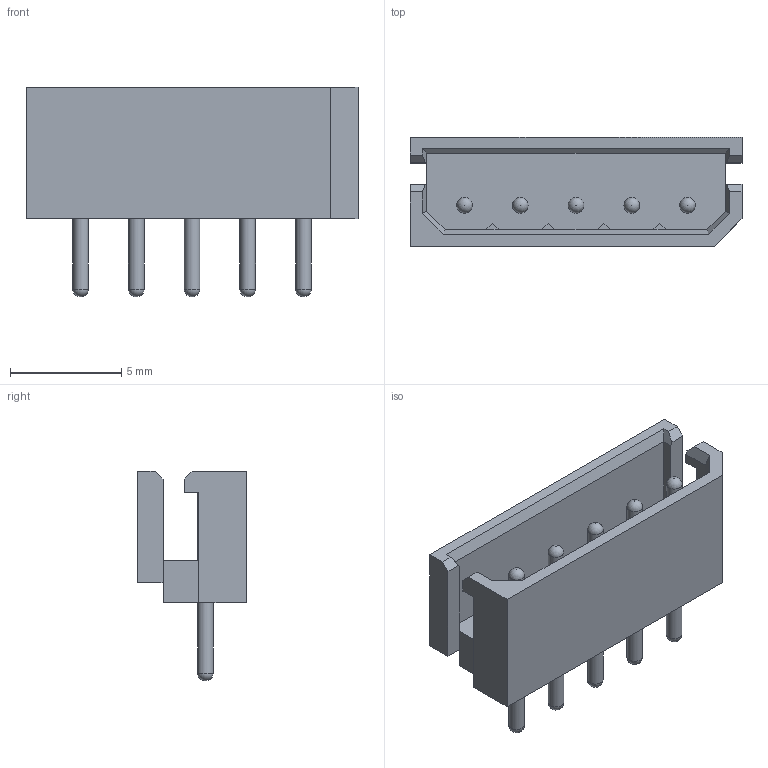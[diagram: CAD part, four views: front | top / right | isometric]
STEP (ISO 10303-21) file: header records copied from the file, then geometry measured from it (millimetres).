
FILE_DESCRIPTION(/* description */ ('Unknown'),/* implementation_level */ '2;1');
FILE_NAME(/* name */ 'J_Wurth_WR-WTB_64600511622',/* time_stamp */ '2025-05-23T09:19:47+08:00',/* author */ ('Unknown'),/* organization */ ('Unknown'),/* preprocessor_version */ 'ST-DEVELOPER v19.4',/* originating_system */ 'Solid Edge',/* authorisation */ 'Unknown');
FILE_SCHEMA (('AUTOMOTIVE_DESIGN {1 0 10303 214 3 1 1}'));
Length unit declared in the file: millimetre
Products named in the file (2): J_Wurth_WR-WTB_64600511622
Assembly tree (1 placements, depth 2):
  J_Wurth_WR-WTB_64600511622
    J_Wurth_WR-WTB_64600511622
Bounding box: 14.9 x 4.9 x 9.4 mm (x, y, z)
Volume: 227.9 mm3; surface area: 562.5 mm2
Topology: 1 solids, 1 shells, 89 faces, 206 edges, 129 vertices
Faces by surface type: plane 69, torus 10, cylinder 10
Full cylindrical faces by diameter (mm): 0.7 x10
Entity records: 2991 total; most frequent: CARTESIAN_POINT 396, DIRECTION 393, ORIENTED_EDGE 362, EDGE_CURVE 181, LINE 151, VECTOR 151, VERTEX_POINT 124, AXIS2_PLACEMENT_3D 121
